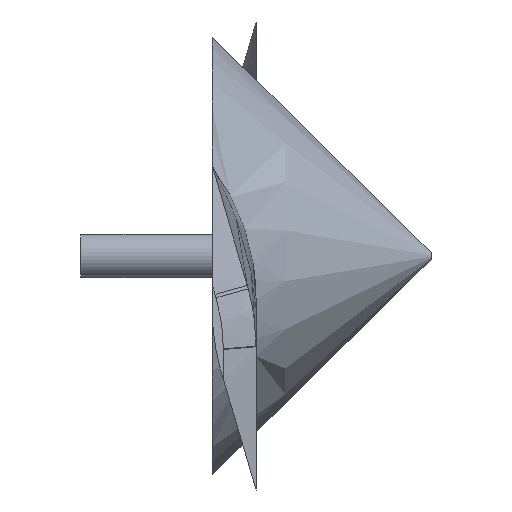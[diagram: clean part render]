
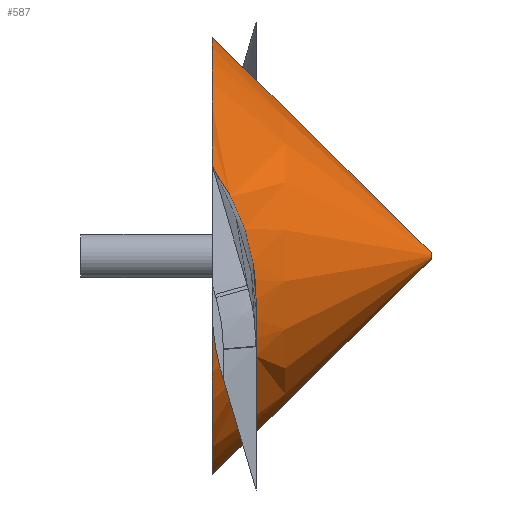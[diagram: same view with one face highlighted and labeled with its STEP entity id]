
A CAD part, top view. The second image highlights one B-rep face of the part: STEP entity #587.
In plain terms, the highlighted conical face has half-angle 44.5 degrees and reference radius 127 mm.
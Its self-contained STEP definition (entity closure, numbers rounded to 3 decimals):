
#14=CONICAL_SURFACE('',#638,127.,0.777);
#64=B_SPLINE_CURVE_WITH_KNOTS('',3,(#1267,#1268,#1269,#1270,#1271,#1272,
#1273,#1274,#1275,#1276,#1277,#1278,#1279,#1280),.UNSPECIFIED.,.F.,.F.,
(4,2,2,2,2,2,4),(15.18,15.41,16.527,17.644,
20.039,22.435,24.306),.UNSPECIFIED.);
#67=B_SPLINE_CURVE_WITH_KNOTS('',3,(#1352,#1353,#1354,#1355,#1356,#1357,
#1358,#1359,#1360,#1361,#1362,#1363,#1364,#1365),.UNSPECIFIED.,.F.,.F.,
(4,2,2,2,2,2,4),(6.435,6.606,8.257,9.908,
11.56,13.211,14.602),.UNSPECIFIED.);
#69=B_SPLINE_CURVE_WITH_KNOTS('',3,(#1421,#1422,#1423,#1424,#1425,#1426,
#1427,#1428,#1429,#1430,#1431,#1432,#1433,#1434),.UNSPECIFIED.,.F.,.F.,
(4,2,2,2,2,2,4),(15.18,15.41,16.527,17.644,
20.039,22.435,24.306),.UNSPECIFIED.);
#72=B_SPLINE_CURVE_WITH_KNOTS('',3,(#1489,#1490,#1491,#1492,#1493,#1494,
#1495,#1496,#1497,#1498,#1499,#1500,#1501,#1502),.UNSPECIFIED.,.F.,.F.,
(4,2,2,2,2,2,4),(6.435,6.606,8.257,9.908,
11.56,13.211,14.602),.UNSPECIFIED.);
#109=FACE_OUTER_BOUND('',#144,.T.);
#144=EDGE_LOOP('',(#494,#495,#496,#497,#498,#499,#500,#501,#502,#503,#504,
#505,#506));
#175=LINE('',#1511,#202);
#202=VECTOR('',#726,127.);
#209=CIRCLE('',#622,127.);
#210=CIRCLE('',#623,127.);
#211=CIRCLE('',#624,127.);
#214=CIRCLE('',#631,102.039);
#217=CIRCLE('',#637,102.039);
#218=CIRCLE('',#639,2.197);
#219=CIRCLE('',#640,2.197);
#229=VERTEX_POINT('',#760);
#230=VERTEX_POINT('',#762);
#231=VERTEX_POINT('',#764);
#237=VERTEX_POINT('',#788);
#238=VERTEX_POINT('',#790);
#264=VERTEX_POINT('',#1266);
#266=VERTEX_POINT('',#1351);
#268=VERTEX_POINT('',#1420);
#270=VERTEX_POINT('',#1488);
#271=VERTEX_POINT('',#1508);
#272=VERTEX_POINT('',#1509);
#284=EDGE_CURVE('',#230,#229,#209,.T.);
#285=EDGE_CURVE('',#231,#230,#210,.T.);
#292=EDGE_CURVE('',#238,#237,#211,.T.);
#332=EDGE_CURVE('',#238,#264,#64,.T.);
#338=EDGE_CURVE('',#266,#229,#67,.F.);
#340=EDGE_CURVE('',#264,#266,#214,.T.);
#343=EDGE_CURVE('',#231,#268,#69,.T.);
#348=EDGE_CURVE('',#270,#237,#72,.F.);
#351=EDGE_CURVE('',#268,#270,#217,.T.);
#352=EDGE_CURVE('',#271,#272,#218,.T.);
#353=EDGE_CURVE('',#272,#230,#175,.T.);
#354=EDGE_CURVE('',#272,#271,#219,.T.);
#494=ORIENTED_EDGE('',*,*,#352,.T.);
#495=ORIENTED_EDGE('',*,*,#353,.T.);
#496=ORIENTED_EDGE('',*,*,#284,.T.);
#497=ORIENTED_EDGE('',*,*,#338,.F.);
#498=ORIENTED_EDGE('',*,*,#340,.F.);
#499=ORIENTED_EDGE('',*,*,#332,.F.);
#500=ORIENTED_EDGE('',*,*,#292,.T.);
#501=ORIENTED_EDGE('',*,*,#348,.F.);
#502=ORIENTED_EDGE('',*,*,#351,.F.);
#503=ORIENTED_EDGE('',*,*,#343,.F.);
#504=ORIENTED_EDGE('',*,*,#285,.T.);
#505=ORIENTED_EDGE('',*,*,#353,.F.);
#506=ORIENTED_EDGE('',*,*,#354,.T.);
#587=ADVANCED_FACE('',(#109),#14,.T.);
#622=AXIS2_PLACEMENT_3D('',#763,#668,#669);
#623=AXIS2_PLACEMENT_3D('',#765,#670,#671);
#624=AXIS2_PLACEMENT_3D('',#791,#676,#677);
#631=AXIS2_PLACEMENT_3D('',#1368,#705,#706);
#637=AXIS2_PLACEMENT_3D('',#1506,#720,#721);
#638=AXIS2_PLACEMENT_3D('',#1507,#722,#723);
#639=AXIS2_PLACEMENT_3D('',#1510,#724,#725);
#640=AXIS2_PLACEMENT_3D('',#1512,#727,#728);
#668=DIRECTION('center_axis',(1.,0.,0.));
#669=DIRECTION('ref_axis',(0.,1.,0.));
#670=DIRECTION('center_axis',(1.,0.,0.));
#671=DIRECTION('ref_axis',(0.,1.,0.));
#676=DIRECTION('center_axis',(1.,0.,0.));
#677=DIRECTION('ref_axis',(0.,1.,0.));
#705=DIRECTION('center_axis',(-1.,0.,0.));
#706=DIRECTION('ref_axis',(0.,1.,0.));
#720=DIRECTION('center_axis',(-1.,0.,0.));
#721=DIRECTION('ref_axis',(0.,1.,0.));
#722=DIRECTION('center_axis',(-1.,0.,0.));
#723=DIRECTION('ref_axis',(0.,1.,0.));
#724=DIRECTION('center_axis',(-1.,0.,0.));
#725=DIRECTION('ref_axis',(0.,1.,0.));
#726=DIRECTION('',(-0.713,-0.701,0.));
#727=DIRECTION('center_axis',(-1.,0.,0.));
#728=DIRECTION('ref_axis',(0.,1.,0.));
#760=CARTESIAN_POINT('',(0.,-50.8,-116.397));
#762=CARTESIAN_POINT('',(0.,-127.,0.));
#763=CARTESIAN_POINT('Origin',(0.,0.,0.));
#764=CARTESIAN_POINT('',(0.,14.458,126.174));
#765=CARTESIAN_POINT('Origin',(0.,0.,0.));
#788=CARTESIAN_POINT('',(0.,50.8,116.397));
#790=CARTESIAN_POINT('',(0.,-14.458,-126.174));
#791=CARTESIAN_POINT('Origin',(0.,0.,0.));
#1266=CARTESIAN_POINT('',(25.4,58.32,-83.731));
#1267=CARTESIAN_POINT('Ctrl Pts',(0.,-14.458,
-126.174));
#1268=CARTESIAN_POINT('Ctrl Pts',(0.,-13.65,
-126.267));
#1269=CARTESIAN_POINT('Ctrl Pts',(0.008,-12.839,
-126.345));
#1270=CARTESIAN_POINT('Ctrl Pts',(0.097,-8.081,
-126.709));
#1271=CARTESIAN_POINT('Ctrl Pts',(0.356,-4.11,-126.643));
#1272=CARTESIAN_POINT('Ctrl Pts',(1.225,3.603,-125.804));
#1273=CARTESIAN_POINT('Ctrl Pts',(1.835,7.345,-125.032));
#1274=CARTESIAN_POINT('Ctrl Pts',(4.133,18.362,-121.802));
#1275=CARTESIAN_POINT('Ctrl Pts',(6.323,25.208,-118.342));
#1276=CARTESIAN_POINT('Ctrl Pts',(11.519,37.616,-109.627));
#1277=CARTESIAN_POINT('Ctrl Pts',(14.527,43.173,-104.363));
#1278=CARTESIAN_POINT('Ctrl Pts',(20.209,51.891,-93.894));
#1279=CARTESIAN_POINT('Ctrl Pts',(22.811,55.309,-88.928));
#1280=CARTESIAN_POINT('Ctrl Pts',(25.4,58.32,-83.731));
#1351=CARTESIAN_POINT('',(25.4,25.4,-98.828));
#1352=CARTESIAN_POINT('Ctrl Pts',(0.,-50.8,
-116.397));
#1353=CARTESIAN_POINT('Ctrl Pts',(0.336,-50.352,-116.233));
#1354=CARTESIAN_POINT('Ctrl Pts',(0.669,-49.901,-116.07));
#1355=CARTESIAN_POINT('Ctrl Pts',(4.2,-45.062,-114.363));
#1356=CARTESIAN_POINT('Ctrl Pts',(7.162,-40.407,-113.033));
#1357=CARTESIAN_POINT('Ctrl Pts',(12.479,-30.687,-110.64));
#1358=CARTESIAN_POINT('Ctrl Pts',(14.833,-25.622,-109.575));
#1359=CARTESIAN_POINT('Ctrl Pts',(18.849,-15.245,-107.513));
#1360=CARTESIAN_POINT('Ctrl Pts',(20.511,-9.931,-106.514));
#1361=CARTESIAN_POINT('Ctrl Pts',(23.111,0.775,-104.42));
#1362=CARTESIAN_POINT('Ctrl Pts',(24.05,6.166,-103.325));
#1363=CARTESIAN_POINT('Ctrl Pts',(25.133,16.01,-101.145));
#1364=CARTESIAN_POINT('Ctrl Pts',(25.4,20.673,-100.043));
#1365=CARTESIAN_POINT('Ctrl Pts',(25.4,25.4,-98.828));
#1368=CARTESIAN_POINT('Origin',(25.4,0.,0.));
#1420=CARTESIAN_POINT('',(25.4,-58.32,83.731));
#1421=CARTESIAN_POINT('Ctrl Pts',(0.,14.458,126.174));
#1422=CARTESIAN_POINT('Ctrl Pts',(0.,13.65,
126.267));
#1423=CARTESIAN_POINT('Ctrl Pts',(0.008,12.839,
126.345));
#1424=CARTESIAN_POINT('Ctrl Pts',(0.097,8.081,126.709));
#1425=CARTESIAN_POINT('Ctrl Pts',(0.356,4.11,126.643));
#1426=CARTESIAN_POINT('Ctrl Pts',(1.225,-3.603,125.804));
#1427=CARTESIAN_POINT('Ctrl Pts',(1.835,-7.345,125.032));
#1428=CARTESIAN_POINT('Ctrl Pts',(4.133,-18.362,121.802));
#1429=CARTESIAN_POINT('Ctrl Pts',(6.323,-25.208,118.342));
#1430=CARTESIAN_POINT('Ctrl Pts',(11.519,-37.616,109.627));
#1431=CARTESIAN_POINT('Ctrl Pts',(14.527,-43.173,104.363));
#1432=CARTESIAN_POINT('Ctrl Pts',(20.209,-51.891,93.894));
#1433=CARTESIAN_POINT('Ctrl Pts',(22.811,-55.309,88.928));
#1434=CARTESIAN_POINT('Ctrl Pts',(25.4,-58.32,83.731));
#1488=CARTESIAN_POINT('',(25.4,-25.4,98.828));
#1489=CARTESIAN_POINT('Ctrl Pts',(0.,50.8,
116.397));
#1490=CARTESIAN_POINT('Ctrl Pts',(0.336,50.352,116.233));
#1491=CARTESIAN_POINT('Ctrl Pts',(0.669,49.901,116.07));
#1492=CARTESIAN_POINT('Ctrl Pts',(4.2,45.062,114.363));
#1493=CARTESIAN_POINT('Ctrl Pts',(7.162,40.407,113.033));
#1494=CARTESIAN_POINT('Ctrl Pts',(12.479,30.687,110.64));
#1495=CARTESIAN_POINT('Ctrl Pts',(14.833,25.622,109.575));
#1496=CARTESIAN_POINT('Ctrl Pts',(18.849,15.245,107.513));
#1497=CARTESIAN_POINT('Ctrl Pts',(20.511,9.931,106.514));
#1498=CARTESIAN_POINT('Ctrl Pts',(23.111,-0.775,104.42));
#1499=CARTESIAN_POINT('Ctrl Pts',(24.05,-6.166,103.325));
#1500=CARTESIAN_POINT('Ctrl Pts',(25.133,-16.01,101.145));
#1501=CARTESIAN_POINT('Ctrl Pts',(25.4,-20.673,100.043));
#1502=CARTESIAN_POINT('Ctrl Pts',(25.4,-25.4,98.828));
#1506=CARTESIAN_POINT('Origin',(25.4,0.,0.));
#1507=CARTESIAN_POINT('Origin',(0.,0.,0.));
#1508=CARTESIAN_POINT('',(127.,2.197,0.));
#1509=CARTESIAN_POINT('',(127.,-2.197,0.));
#1510=CARTESIAN_POINT('Origin',(127.,0.,0.));
#1511=CARTESIAN_POINT('',(0.,-127.,0.));
#1512=CARTESIAN_POINT('Origin',(127.,0.,0.));
